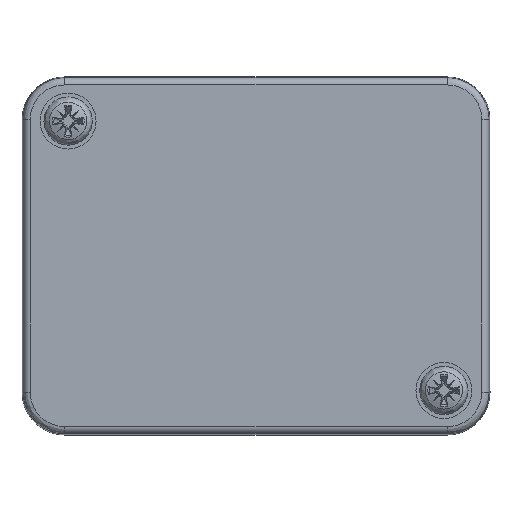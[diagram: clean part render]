
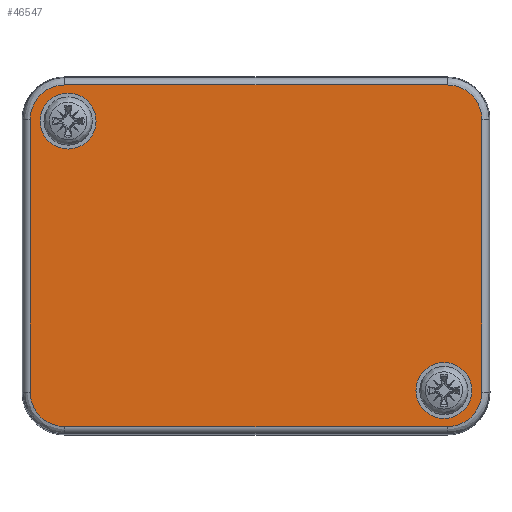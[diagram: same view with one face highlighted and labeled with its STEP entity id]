
A CAD part, top view. The second image highlights one B-rep face of the part: STEP entity #46547.
In plain terms, the highlighted planar face has unit normal (0, 0, 1).
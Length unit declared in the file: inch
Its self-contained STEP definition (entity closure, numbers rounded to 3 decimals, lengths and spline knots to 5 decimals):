
#398 = AXIS2_PLACEMENT_3D ( 'NONE', #14895, #34253, #11500 ) ;
#510 = EDGE_CURVE ( 'NONE', #42219, #42219, #42994, .T. ) ;
#1034 = DIRECTION ( 'NONE',  ( -1., 0., 0. ) ) ;
#1627 = EDGE_CURVE ( 'NONE', #1877, #42348, #29001, .T. ) ;
#1877 = VERTEX_POINT ( 'NONE', #2619 ) ;
#2619 = CARTESIAN_POINT ( 'NONE',  ( 1.06299, -0.94819, 0.7874 ) ) ;
#2675 = EDGE_CURVE ( 'NONE', #39726, #32446, #4197, .T. ) ;
#3623 = PLANE ( 'NONE',  #398 ) ;
#3658 = ORIENTED_EDGE ( 'NONE', *, *, #36881, .F. ) ;
#4197 = LINE ( 'NONE', #20481, #33539 ) ;
#4726 = VERTEX_POINT ( 'NONE', #36039 ) ;
#4864 = CIRCLE ( 'NONE', #38044, 0.15551 ) ;
#4999 = VECTOR ( 'NONE', #26512, 39.37008 ) ;
#5298 = ORIENTED_EDGE ( 'NONE', *, *, #48093, .F. ) ;
#5963 = VECTOR ( 'NONE', #38124, 39.37008 ) ;
#6379 = EDGE_CURVE ( 'NONE', #22165, #1877, #25359, .T. ) ;
#6639 = EDGE_CURVE ( 'NONE', #11736, #11736, #4864, .T. ) ;
#8439 = AXIS2_PLACEMENT_3D ( 'NONE', #43153, #35990, #1034 ) ;
#8760 = ORIENTED_EDGE ( 'NONE', *, *, #2675, .F. ) ;
#8943 = CARTESIAN_POINT ( 'NONE',  ( -1.25331, 0.75787, 0.7874 ) ) ;
#9027 = ORIENTED_EDGE ( 'NONE', *, *, #1627, .F. ) ;
#9784 = VECTOR ( 'NONE', #12763, 39.37008 ) ;
#11485 = EDGE_LOOP ( 'NONE', ( #39541 ) ) ;
#11500 = DIRECTION ( 'NONE',  ( -1., 0., 0. ) ) ;
#11736 = VERTEX_POINT ( 'NONE', #12339 ) ;
#11785 = EDGE_CURVE ( 'NONE', #4726, #20274, #47772, .T. ) ;
#12306 = CARTESIAN_POINT ( 'NONE',  ( 1.25331, -0.75787, 0.7874 ) ) ;
#12339 = CARTESIAN_POINT ( 'NONE',  ( 0.8878, -0.74803, 0.7874 ) ) ;
#12763 = DIRECTION ( 'NONE',  ( 0., -1., 0. ) ) ;
#13134 = EDGE_CURVE ( 'NONE', #45371, #4726, #27568, .T. ) ;
#13639 = DIRECTION ( 'NONE',  ( -1., 0., 0. ) ) ;
#13722 = CARTESIAN_POINT ( 'NONE',  ( -1.25331, -0.86936, 0.7874 ) ) ;
#14895 = CARTESIAN_POINT ( 'NONE',  ( 0., 0., 0.7874 ) ) ;
#16077 = CARTESIAN_POINT ( 'NONE',  ( 1.17448, 0.94819, 0.7874 ) ) ;
#16212 = CARTESIAN_POINT ( 'NONE',  ( 1.25331, -0.75787, 0.7874 ) ) ;
#16509 = CARTESIAN_POINT ( 'NONE',  ( -1.25331, 0.86936, 0.7874 ) ) ;
#16656 = CARTESIAN_POINT ( 'NONE',  ( -1.17448, 0.94819, 0.7874 ) ) ;
#17515 = ORIENTED_EDGE ( 'NONE', *, *, #6379, .F. ) ;
#18673 = CARTESIAN_POINT ( 'NONE',  ( -1.06299, -0.94819, 0.7874 ) ) ;
#18926 = CARTESIAN_POINT ( 'NONE',  ( 0., 0.94819, 0.7874 ) ) ;
#19347 = CARTESIAN_POINT ( 'NONE',  ( 1.25331, -0.86936, 0.7874 ) ) ;
#19723 = CARTESIAN_POINT ( 'NONE',  ( -1.19882, 0.74803, 0.7874 ) ) ;
#20274 = VERTEX_POINT ( 'NONE', #21285 ) ;
#20481 = CARTESIAN_POINT ( 'NONE',  ( -1.25331, 0., 0.7874 ) ) ;
#20516 = FACE_BOUND ( 'NONE', #43017, .T. ) ;
#21192 = CARTESIAN_POINT ( 'NONE',  ( -1.06299, 0.94819, 0.7874 ) ) ;
#21285 = CARTESIAN_POINT ( 'NONE',  ( 1.25331, 0.75787, 0.7874 ) ) ;
#21663 = DIRECTION ( 'NONE',  ( 0., 0., 1. ) ) ;
#22165 = VERTEX_POINT ( 'NONE', #16212 ) ;
#22371 = LINE ( 'NONE', #39971, #9784 ) ;
#23235 = ORIENTED_EDGE ( 'NONE', *, *, #32070, .F. ) ;
#23439 = CARTESIAN_POINT ( 'NONE',  ( 1.06299, 0.94819, 0.7874 ) ) ;
#23970 = CARTESIAN_POINT ( 'NONE',  ( -1.17448, -0.94819, 0.7874 ) ) ;
#25351 = CARTESIAN_POINT ( 'NONE',  ( 1.04331, -0.74803, 0.7874 ) ) ;
#25359 =( BOUNDED_CURVE ( )  B_SPLINE_CURVE ( 3, ( #12306, #19347, #38735, #42357 ),
 .UNSPECIFIED., .F., .T. ) 
 B_SPLINE_CURVE_WITH_KNOTS ( ( 4, 4 ),
 ( 0., 1. ),
 .UNSPECIFIED. ) 
 CURVE ( )  GEOMETRIC_REPRESENTATION_ITEM ( )  RATIONAL_B_SPLINE_CURVE ( ( 1., 0.805, 0.805, 1. ) ) 
 REPRESENTATION_ITEM ( '' )  );
#25876 =( BOUNDED_CURVE ( )  B_SPLINE_CURVE ( 3, ( #8943, #16509, #16656, #43337 ),
 .UNSPECIFIED., .F., .F. ) 
 B_SPLINE_CURVE_WITH_KNOTS ( ( 4, 4 ),
 ( 0., 1. ),
 .UNSPECIFIED. ) 
 CURVE ( )  GEOMETRIC_REPRESENTATION_ITEM ( )  RATIONAL_B_SPLINE_CURVE ( ( 1., 0.805, 0.805, 1. ) ) 
 REPRESENTATION_ITEM ( '' )  );
#26512 = DIRECTION ( 'NONE',  ( -1., 0., 0. ) ) ;
#27339 = ORIENTED_EDGE ( 'NONE', *, *, #6639, .F. ) ;
#27568 = LINE ( 'NONE', #18926, #5963 ) ;
#27620 = CARTESIAN_POINT ( 'NONE',  ( 1.25331, 0.75787, 0.7874 ) ) ;
#29001 = LINE ( 'NONE', #33693, #4999 ) ;
#29794 =( BOUNDED_CURVE ( )  B_SPLINE_CURVE ( 3, ( #39117, #23970, #13722, #32776 ),
 .UNSPECIFIED., .F., .F. ) 
 B_SPLINE_CURVE_WITH_KNOTS ( ( 4, 4 ),
 ( 0., 1. ),
 .UNSPECIFIED. ) 
 CURVE ( )  GEOMETRIC_REPRESENTATION_ITEM ( )  RATIONAL_B_SPLINE_CURVE ( ( 1., 0.805, 0.805, 1. ) ) 
 REPRESENTATION_ITEM ( '' )  );
#31375 = DIRECTION ( 'NONE',  ( 0., 1., 0. ) ) ;
#31708 = CARTESIAN_POINT ( 'NONE',  ( -1.25331, -0.75787, 0.7874 ) ) ;
#32070 = EDGE_CURVE ( 'NONE', #20274, #22165, #22371, .T. ) ;
#32446 = VERTEX_POINT ( 'NONE', #46127 ) ;
#32776 = CARTESIAN_POINT ( 'NONE',  ( -1.25331, -0.75787, 0.7874 ) ) ;
#33070 = FACE_BOUND ( 'NONE', #11485, .T. ) ;
#33539 = VECTOR ( 'NONE', #31375, 39.37008 ) ;
#33693 = CARTESIAN_POINT ( 'NONE',  ( 0., -0.94819, 0.7874 ) ) ;
#34253 = DIRECTION ( 'NONE',  ( 0., 0., -1. ) ) ;
#35990 = DIRECTION ( 'NONE',  ( 0., 0., 1. ) ) ;
#36039 = CARTESIAN_POINT ( 'NONE',  ( 1.06299, 0.94819, 0.7874 ) ) ;
#36881 = EDGE_CURVE ( 'NONE', #32446, #45371, #25876, .T. ) ;
#38044 = AXIS2_PLACEMENT_3D ( 'NONE', #25351, #21663, #13639 ) ;
#38124 = DIRECTION ( 'NONE',  ( 1., 0., 0. ) ) ;
#38724 = EDGE_LOOP ( 'NONE', ( #8760, #5298, #9027, #17515, #23235, #42143, #42820, #3658 ) ) ;
#38735 = CARTESIAN_POINT ( 'NONE',  ( 1.17448, -0.94819, 0.7874 ) ) ;
#38951 = CARTESIAN_POINT ( 'NONE',  ( 1.25331, 0.86936, 0.7874 ) ) ;
#39117 = CARTESIAN_POINT ( 'NONE',  ( -1.06299, -0.94819, 0.7874 ) ) ;
#39541 = ORIENTED_EDGE ( 'NONE', *, *, #510, .F. ) ;
#39594 = FACE_OUTER_BOUND ( 'NONE', #38724, .T. ) ;
#39726 = VERTEX_POINT ( 'NONE', #31708 ) ;
#39971 = CARTESIAN_POINT ( 'NONE',  ( 1.25331, 0., 0.7874 ) ) ;
#42143 = ORIENTED_EDGE ( 'NONE', *, *, #11785, .F. ) ;
#42219 = VERTEX_POINT ( 'NONE', #19723 ) ;
#42348 = VERTEX_POINT ( 'NONE', #18673 ) ;
#42357 = CARTESIAN_POINT ( 'NONE',  ( 1.06299, -0.94819, 0.7874 ) ) ;
#42820 = ORIENTED_EDGE ( 'NONE', *, *, #13134, .F. ) ;
#42994 = CIRCLE ( 'NONE', #8439, 0.15551 ) ;
#43017 = EDGE_LOOP ( 'NONE', ( #27339 ) ) ;
#43153 = CARTESIAN_POINT ( 'NONE',  ( -1.04331, 0.74803, 0.7874 ) ) ;
#43337 = CARTESIAN_POINT ( 'NONE',  ( -1.06299, 0.94819, 0.7874 ) ) ;
#45371 = VERTEX_POINT ( 'NONE', #21192 ) ;
#46127 = CARTESIAN_POINT ( 'NONE',  ( -1.25331, 0.75787, 0.7874 ) ) ;
#46547 = ADVANCED_FACE ( 'NONE', ( #20516, #33070, #39594 ), #3623, .F. ) ;
#47772 =( BOUNDED_CURVE ( )  B_SPLINE_CURVE ( 3, ( #23439, #16077, #38951, #27620 ),
 .UNSPECIFIED., .F., .T. ) 
 B_SPLINE_CURVE_WITH_KNOTS ( ( 4, 4 ),
 ( 0., 1. ),
 .UNSPECIFIED. ) 
 CURVE ( )  GEOMETRIC_REPRESENTATION_ITEM ( )  RATIONAL_B_SPLINE_CURVE ( ( 1., 0.805, 0.805, 1. ) ) 
 REPRESENTATION_ITEM ( '' )  );
#48093 = EDGE_CURVE ( 'NONE', #42348, #39726, #29794, .T. ) ;
